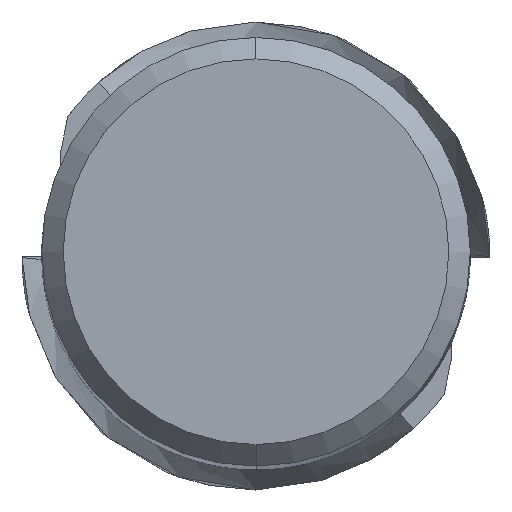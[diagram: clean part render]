
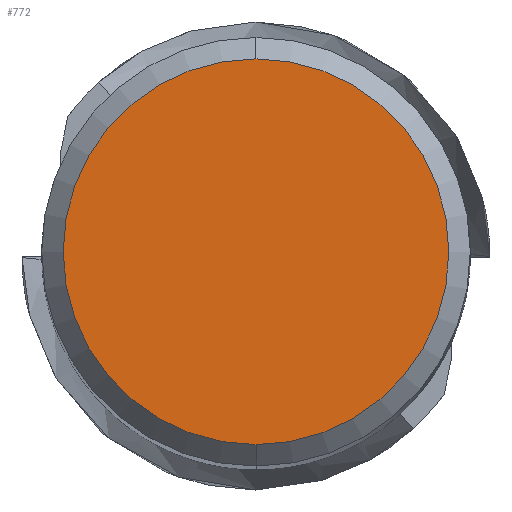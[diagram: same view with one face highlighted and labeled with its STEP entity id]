
A CAD part, top view. The second image highlights one B-rep face of the part: STEP entity #772.
In plain terms, the highlighted planar face has unit normal (0, 0, 1).
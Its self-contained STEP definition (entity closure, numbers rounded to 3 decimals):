
#356=EDGE_CURVE('',#662,#458,#1021,.T.);
#458=VERTEX_POINT('',#1127);
#644=EDGE_CURVE('',#458,#662,#1330,.T.);
#662=VERTEX_POINT('',#1352);
#772=ADVANCED_FACE('',(#1473),#1474,.T.);
#1021=CIRCLE('',#1739,5.4);
#1127=CARTESIAN_POINT('',(0.,-5.4,0.0));
#1330=CIRCLE('',#3158,5.4);
#1352=CARTESIAN_POINT('',(0.0,5.4,0.0));
#1473=FACE_OUTER_BOUND('',#4676,.T.);
#1474=PLANE('',#4677);
#1739=AXIS2_PLACEMENT_3D('',#5615,#5616,#5617);
#3158=AXIS2_PLACEMENT_3D('',#5877,#5878,#5879);
#4676=EDGE_LOOP('',(#6051,#6052));
#4677=AXIS2_PLACEMENT_3D('',#6053,#6054,#6055);
#5615=CARTESIAN_POINT('',(0.0,0.0,0.0));
#5616=DIRECTION('',(0.0,0.0,-1.0));
#5617=DIRECTION('',(0.0,1.0,0.0));
#5877=CARTESIAN_POINT('',(0.0,0.0,0.0));
#5878=DIRECTION('',(0.0,0.0,-1.0));
#5879=DIRECTION('',(0.0,1.0,0.0));
#6051=ORIENTED_EDGE('',*,*,#356,.F.);
#6052=ORIENTED_EDGE('',*,*,#644,.F.);
#6053=CARTESIAN_POINT('',(0.0,2.7,0.0));
#6054=DIRECTION('',(-0.0,0.0,1.0));
#6055=DIRECTION('',(0.0,-1.0,0.0));
